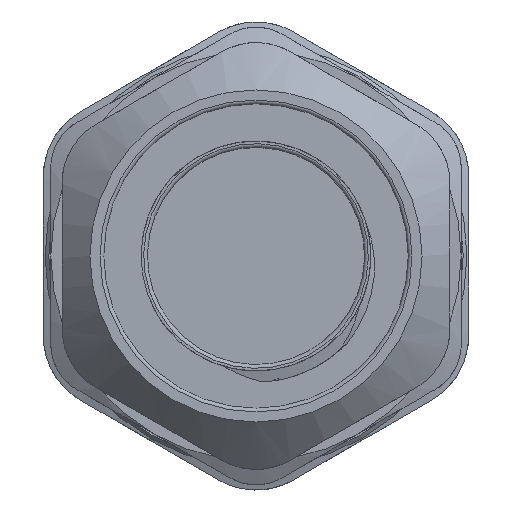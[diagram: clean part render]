
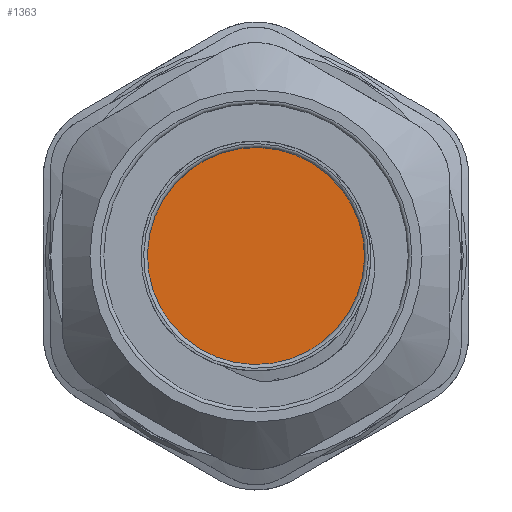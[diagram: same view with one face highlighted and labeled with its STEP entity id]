
A CAD part, front view. The second image highlights one B-rep face of the part: STEP entity #1363.
In plain terms, the highlighted planar face has unit normal (0, -1, 0).
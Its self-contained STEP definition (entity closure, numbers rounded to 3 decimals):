
#368=FACE_OUTER_BOUND('',#452,.T.);
#452=EDGE_LOOP('',(#929));
#544=CIRCLE('',#1472,14.55);
#597=VERTEX_POINT('',#1935);
#726=EDGE_CURVE('',#597,#597,#544,.T.);
#929=ORIENTED_EDGE('',*,*,#726,.F.);
#1335=PLANE('',#1471);
#1363=ADVANCED_FACE('',(#368),#1335,.T.);
#1471=AXIS2_PLACEMENT_3D('',#1934,#1610,#1611);
#1472=AXIS2_PLACEMENT_3D('',#1936,#1612,#1613);
#1610=DIRECTION('center_axis',(0.,-1.,0.));
#1611=DIRECTION('ref_axis',(0.,0.,-1.));
#1612=DIRECTION('center_axis',(0.,1.,0.));
#1613=DIRECTION('ref_axis',(0.948,0.,0.318));
#1934=CARTESIAN_POINT('Origin',(0.,-15.146,
0.));
#1935=CARTESIAN_POINT('',(-13.795,-15.146,-4.628));
#1936=CARTESIAN_POINT('Origin',(0.,-15.146,
0.));
